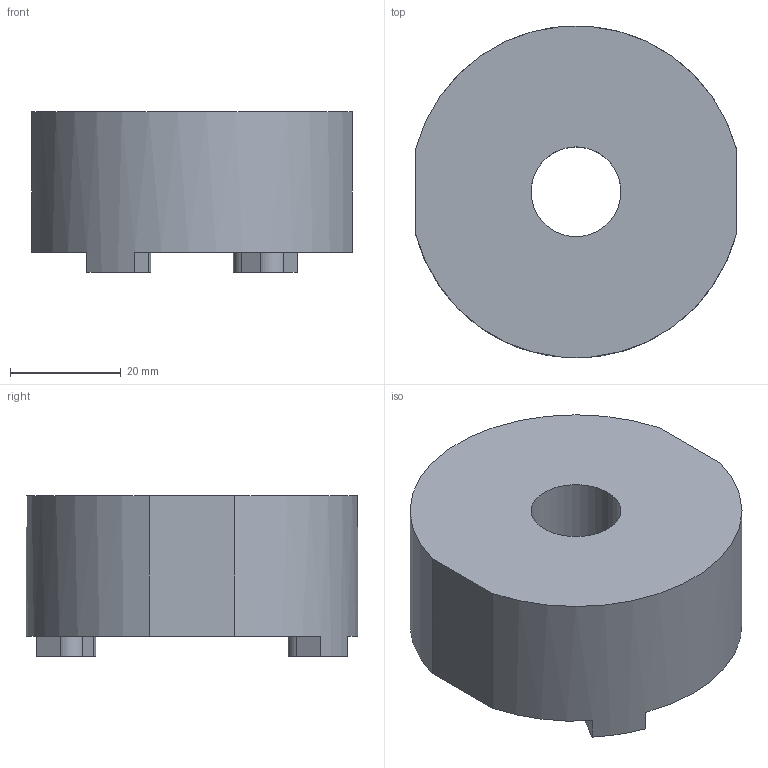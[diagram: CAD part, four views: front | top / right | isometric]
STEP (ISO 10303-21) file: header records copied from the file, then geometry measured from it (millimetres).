
FILE_DESCRIPTION(('CATIA V5 STEP Exchange'),'2;1');
FILE_NAME('Predmet.stp','2023-04-13T23:22:28+00:00',('none'),('none'),'CATIA Version 5 Release 21 SP 6 (IN-10)','CATIA V5 STEP AP203','none');
FILE_SCHEMA(('CONFIG_CONTROL_DESIGN'));
Length unit declared in the file: millimetre
Products named in the file (1): Predmet
Bounding box: 57.96 x 59.99 x 29.03 mm (x, y, z)
Volume: 50771 mm3; surface area: 16798 mm2
Topology: 1 solids, 1 shells, 224 faces, 581 edges, 376 vertices
Faces by surface type: plane 146, cylinder 78
Entity records: 6259 total; most frequent: ORIENTED_EDGE 1162, CARTESIAN_POINT 1091, DIRECTION 847, EDGE_CURVE 581, VECTOR 403, LINE 403, VERTEX_POINT 376, AXIS2_PLACEMENT_3D 312
